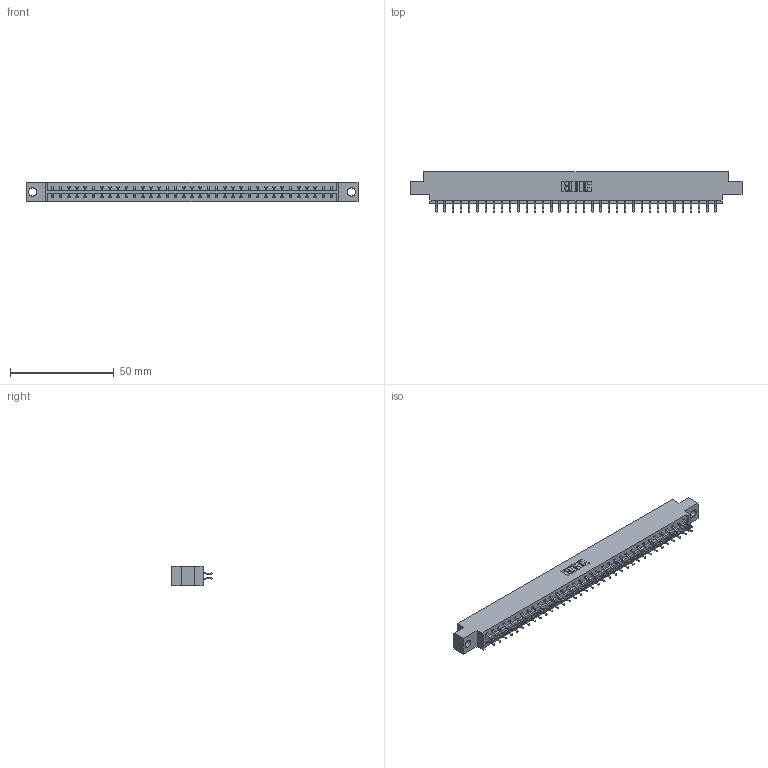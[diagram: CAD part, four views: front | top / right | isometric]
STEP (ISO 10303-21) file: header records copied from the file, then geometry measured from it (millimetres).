
FILE_DESCRIPTION (( 'STEP AP203' ), '1' );
FILE_NAME ('333-070-556-804.STEP', '2018-08-04T15:25:09', ( '' ), ( '' ), 'SwSTEP 2.0', 'SolidWorks 2016', '' );
FILE_SCHEMA (( 'CONFIG_CONTROL_DESIGN' ));
Length unit declared in the file: inch
Products named in the file (3): 345-292-001_556 Tail; 333-070-556-804; 333 Part_Offset - .156 Dia - TH
Assembly tree (71 placements, depth 2):
  333-070-556-804
    333 Part_Offset - .156 Dia - TH
    345-292-001_556 Tail  x70
Bounding box: 160.22 x 19.57 x 9.4 mm (x, y, z)
Volume: 15974 mm3; surface area: 18761.2 mm2
Topology: 71 solids, 71 shells, 4178 faces, 12433 edges, 8194 vertices
Faces by surface type: plane 2874, cylinder 1304
Entity records: 23777 total; most frequent: CARTESIAN_POINT 3966, ORIENTED_EDGE 3890, DIRECTION 3389, EDGE_CURVE 1945, LINE 1809, VECTOR 1809, VERTEX_POINT 1294, AXIS2_PLACEMENT_3D 790
